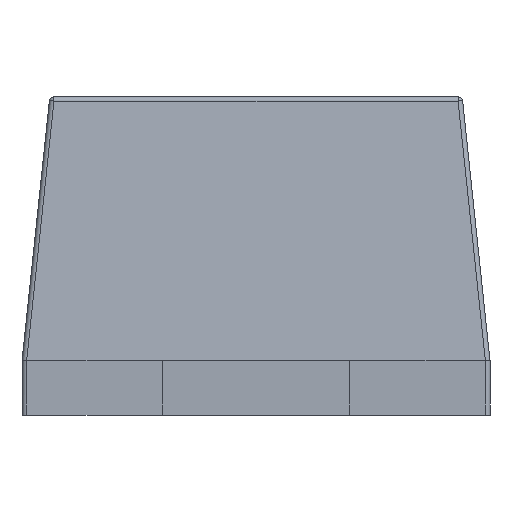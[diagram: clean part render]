
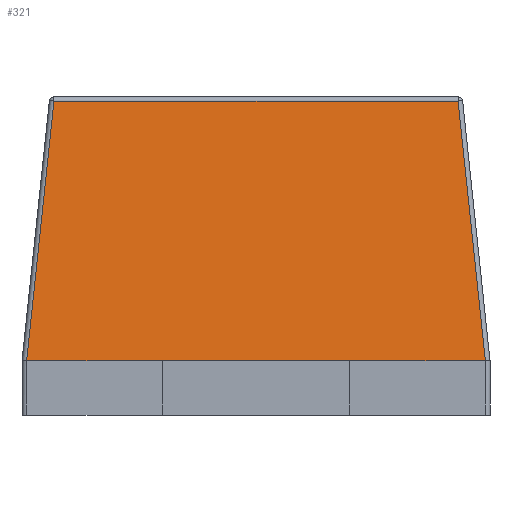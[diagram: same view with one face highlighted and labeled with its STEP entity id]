
A CAD part, left-side view. The second image highlights one B-rep face of the part: STEP entity #321.
In plain terms, the highlighted planar face has unit normal (-0.995, 0, 0.104).
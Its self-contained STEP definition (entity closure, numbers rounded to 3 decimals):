
#49 = CARTESIAN_POINT ( 'NONE',  ( -0.963, 0.648, 1.007 ) ) ;
#55 = CARTESIAN_POINT ( 'NONE',  ( -1.034, -0.719, 0.328 ) ) ;
#57 = EDGE_CURVE ( 'NONE', #1207, #2039, #1531, .T. ) ;
#136 = EDGE_CURVE ( 'NONE', #1635, #1207, #1211, .T. ) ;
#200 = ORIENTED_EDGE ( 'NONE', *, *, #1408, .T. ) ;
#245 = LINE ( 'NONE', #1057, #1002 ) ;
#270 = CARTESIAN_POINT ( 'NONE',  ( -1.05, -0.75, 0.175 ) ) ;
#315 = CARTESIAN_POINT ( 'NONE',  ( -1.05, -0.75, 0.175 ) ) ;
#321 = ADVANCED_FACE ( 'NONE', ( #1313 ), #1294, .T. ) ;
#326 = ORIENTED_EDGE ( 'NONE', *, *, #445, .T. ) ;
#440 = CARTESIAN_POINT ( 'NONE',  ( -1.05, 0.735, 0.173 ) ) ;
#445 = EDGE_CURVE ( 'NONE', #1350, #1635, #245, .T. ) ;
#482 = ORIENTED_EDGE ( 'NONE', *, *, #1741, .T. ) ;
#512 = DIRECTION ( 'NONE',  ( 0.105, 0., 0.995 ) ) ;
#515 = DIRECTION ( 'NONE',  ( 0., -1., 0. ) ) ;
#630 = DIRECTION ( 'NONE',  ( 0.104, 0.104, 0.989 ) ) ;
#713 = VECTOR ( 'NONE', #1412, 1000. ) ;
#730 = VECTOR ( 'NONE', #2484, 1000. ) ;
#731 = CARTESIAN_POINT ( 'NONE',  ( -1.05, -0.735, 0.175 ) ) ;
#771 = VECTOR ( 'NONE', #829, 1000. ) ;
#829 = DIRECTION ( 'NONE',  ( -0.104, 0.104, -0.989 ) ) ;
#966 = VECTOR ( 'NONE', #515, 1000. ) ;
#991 = LINE ( 'NONE', #440, #771 ) ;
#1002 = VECTOR ( 'NONE', #1831, 1000. ) ;
#1027 = VECTOR ( 'NONE', #630, 1000. ) ;
#1057 = CARTESIAN_POINT ( 'NONE',  ( -1.05, -0.75, 0.175 ) ) ;
#1078 = EDGE_CURVE ( 'NONE', #2039, #2231, #1652, .T. ) ;
#1207 = VERTEX_POINT ( 'NONE', #1592 ) ;
#1211 = LINE ( 'NONE', #1613, #713 ) ;
#1235 = EDGE_LOOP ( 'NONE', ( #200, #2417, #2029, #326, #1315, #2386, #1612, #482 ) ) ;
#1294 = PLANE ( 'NONE',  #1963 ) ;
#1313 = FACE_OUTER_BOUND ( 'NONE', #1235, .T. ) ;
#1315 = ORIENTED_EDGE ( 'NONE', *, *, #136, .T. ) ;
#1346 = CARTESIAN_POINT ( 'NONE',  ( -0.963, 0.661, 1.007 ) ) ;
#1350 = VERTEX_POINT ( 'NONE', #2225 ) ;
#1408 = EDGE_CURVE ( 'NONE', #2476, #2540, #1700, .T. ) ;
#1412 = DIRECTION ( 'NONE',  ( 0., -1., 0. ) ) ;
#1422 = EDGE_CURVE ( 'NONE', #2387, #1350, #1904, .T. ) ;
#1531 = LINE ( 'NONE', #315, #2453 ) ;
#1592 = CARTESIAN_POINT ( 'NONE',  ( -1.05, -0.3, 0.175 ) ) ;
#1612 = ORIENTED_EDGE ( 'NONE', *, *, #1078, .T. ) ;
#1613 = CARTESIAN_POINT ( 'NONE',  ( -1.05, -0.75, 0.175 ) ) ;
#1635 = VERTEX_POINT ( 'NONE', #2137 ) ;
#1652 = LINE ( 'NONE', #270, #966 ) ;
#1700 = LINE ( 'NONE', #1346, #2505 ) ;
#1702 = DIRECTION ( 'NONE',  ( -0.995, 0., 0.105 ) ) ;
#1714 = DIRECTION ( 'NONE',  ( 0., 1., 0. ) ) ;
#1741 = EDGE_CURVE ( 'NONE', #2231, #2476, #1816, .T. ) ;
#1758 = EDGE_CURVE ( 'NONE', #2540, #2387, #991, .T. ) ;
#1816 = LINE ( 'NONE', #55, #1027 ) ;
#1831 = DIRECTION ( 'NONE',  ( 0., -1., 0. ) ) ;
#1904 = LINE ( 'NONE', #2131, #730 ) ;
#1944 = DIRECTION ( 'NONE',  ( 0., -1., 0. ) ) ;
#1963 = AXIS2_PLACEMENT_3D ( 'NONE', #2264, #1702, #512 ) ;
#2029 = ORIENTED_EDGE ( 'NONE', *, *, #1422, .T. ) ;
#2038 = CARTESIAN_POINT ( 'NONE',  ( -1.05, -0.735, 0.175 ) ) ;
#2039 = VERTEX_POINT ( 'NONE', #2038 ) ;
#2060 = CARTESIAN_POINT ( 'NONE',  ( -0.963, -0.648, 1.007 ) ) ;
#2131 = CARTESIAN_POINT ( 'NONE',  ( -1.05, -0.75, 0.175 ) ) ;
#2137 = CARTESIAN_POINT ( 'NONE',  ( -1.05, 0.3, 0.175 ) ) ;
#2225 = CARTESIAN_POINT ( 'NONE',  ( -1.05, 0.735, 0.175 ) ) ;
#2231 = VERTEX_POINT ( 'NONE', #731 ) ;
#2264 = CARTESIAN_POINT ( 'NONE',  ( -1.05, 0.75, 0.175 ) ) ;
#2368 = CARTESIAN_POINT ( 'NONE',  ( -1.05, 0.735, 0.175 ) ) ;
#2386 = ORIENTED_EDGE ( 'NONE', *, *, #57, .T. ) ;
#2387 = VERTEX_POINT ( 'NONE', #2368 ) ;
#2417 = ORIENTED_EDGE ( 'NONE', *, *, #1758, .T. ) ;
#2453 = VECTOR ( 'NONE', #1944, 1000. ) ;
#2476 = VERTEX_POINT ( 'NONE', #2060 ) ;
#2484 = DIRECTION ( 'NONE',  ( 0., -1., 0. ) ) ;
#2505 = VECTOR ( 'NONE', #1714, 1000. ) ;
#2540 = VERTEX_POINT ( 'NONE', #49 ) ;
